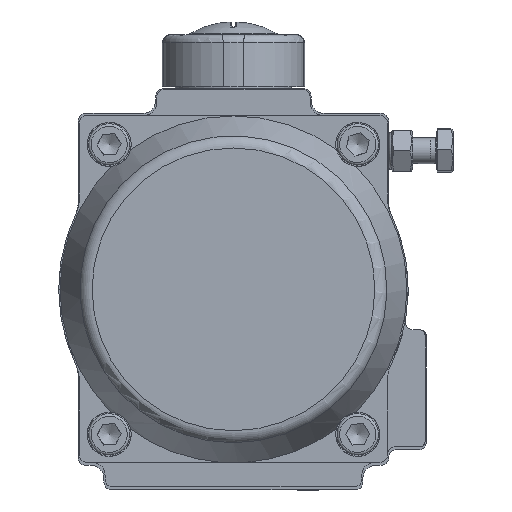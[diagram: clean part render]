
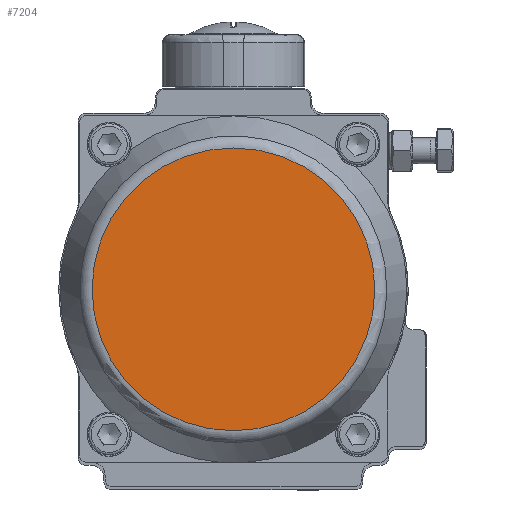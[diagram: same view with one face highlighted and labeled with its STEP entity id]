
A CAD part, front view. The second image highlights one B-rep face of the part: STEP entity #7204.
In plain terms, the highlighted planar face has unit normal (0, -1, 0).
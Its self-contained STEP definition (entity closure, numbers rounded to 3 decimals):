
#2129=FACE_OUTER_BOUND('',#10287,.T.);
#2692=PLANE('',#27771);
#7204=ADVANCED_FACE('',(#2129),#2692,.T.);
#10287=EDGE_LOOP('',(#18241));
#11793=CIRCLE('',#27770,54.615);
#18241=ORIENTED_EDGE('',*,*,#24426,.T.);
#21049=VERTEX_POINT('',#48740);
#24426=EDGE_CURVE('',#21049,#21049,#11793,.T.);
#27770=AXIS2_PLACEMENT_3D('',#48739,#34442,#34443);
#27771=AXIS2_PLACEMENT_3D('',#48741,#34444,#34445);
#34442=DIRECTION('',(0.,-1.,0.));
#34443=DIRECTION('',(0.,0.,-1.));
#34444=DIRECTION('',(0.,-1.,0.));
#34445=DIRECTION('',(0.,0.,-1.));
#48739=CARTESIAN_POINT('',(0.,-35.5,0.));
#48740=CARTESIAN_POINT('',(0.,-35.5,-54.615));
#48741=CARTESIAN_POINT('',(0.,-35.5,0.));
